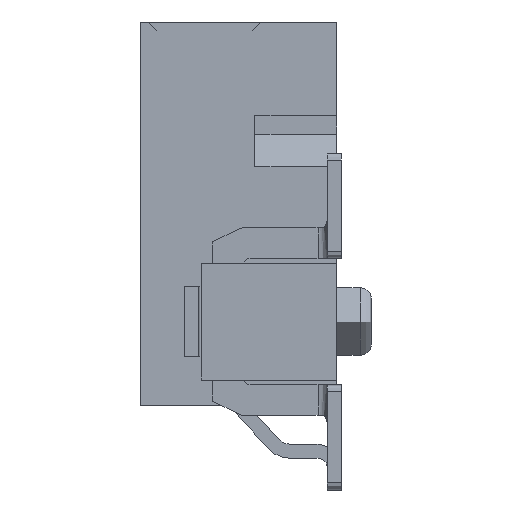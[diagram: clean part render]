
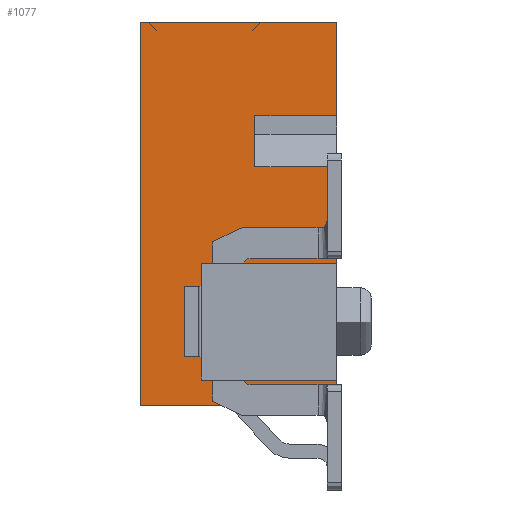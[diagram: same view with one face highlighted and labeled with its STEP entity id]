
A CAD part, left-side view. The second image highlights one B-rep face of the part: STEP entity #1077.
In plain terms, the highlighted planar face has unit normal (-1, 0, 0).
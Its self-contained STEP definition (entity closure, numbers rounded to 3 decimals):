
#125=CARTESIAN_POINT('',(-33.115,2.1,8.2));
#126=VERTEX_POINT('',#125);
#133=CARTESIAN_POINT('',(-33.115,-2.1,8.2));
#134=VERTEX_POINT('',#133);
#135=CARTESIAN_POINT('',(-33.115,2.1,8.2));
#136=DIRECTION('',(0.,-1.,0.));
#137=VECTOR('',#136,4.2);
#138=LINE('',#135,#137);
#139=EDGE_CURVE('',#126,#134,#138,.T.);
#471=CARTESIAN_POINT('',(-33.115,-2.1,5.11));
#472=VERTEX_POINT('',#471);
#489=CARTESIAN_POINT('',(-33.115,-0.35,5.11));
#490=VERTEX_POINT('',#489);
#497=CARTESIAN_POINT('',(-33.115,-0.35,5.11));
#498=DIRECTION('',(0.,-1.,0.));
#499=VECTOR('',#498,1.75);
#500=LINE('',#497,#499);
#501=EDGE_CURVE('',#490,#472,#500,.T.);
#511=CARTESIAN_POINT('',(-33.115,-0.35,6.2));
#512=VERTEX_POINT('',#511);
#513=CARTESIAN_POINT('',(-33.115,-0.35,6.2));
#514=DIRECTION('',(0.,0.,-1.));
#515=VECTOR('',#514,1.09);
#516=LINE('',#513,#515);
#517=EDGE_CURVE('',#512,#490,#516,.T.);
#544=CARTESIAN_POINT('',(-33.115,-2.1,6.2));
#545=VERTEX_POINT('',#544);
#552=CARTESIAN_POINT('',(-33.115,-2.1,6.2));
#553=DIRECTION('',(0.,1.,0.));
#554=VECTOR('',#553,1.75);
#555=LINE('',#552,#554);
#556=EDGE_CURVE('',#545,#512,#555,.T.);
#942=CARTESIAN_POINT('',(-33.115,0.,4.1));
#943=DIRECTION('',(0.,-1.,0.));
#944=DIRECTION('',(-1.,0.,0.));
#945=AXIS2_PLACEMENT_3D('',#942,#944,#943);
#946=PLANE('',#945);
#947=CARTESIAN_POINT('',(-33.115,2.1,0.));
#948=VERTEX_POINT('',#947);
#949=CARTESIAN_POINT('',(-33.115,2.1,8.2));
#950=DIRECTION('',(0.,0.,-1.));
#951=VECTOR('',#950,8.2);
#952=LINE('',#949,#951);
#953=EDGE_CURVE('',#126,#948,#952,.T.);
#954=ORIENTED_EDGE('',*,*,#953,.T.);
#955=CARTESIAN_POINT('',(-33.115,-2.1,0.));
#956=VERTEX_POINT('',#955);
#957=CARTESIAN_POINT('',(-33.115,2.1,0.));
#958=DIRECTION('',(0.,-1.,0.));
#959=VECTOR('',#958,4.2);
#960=LINE('',#957,#959);
#961=EDGE_CURVE('',#948,#956,#960,.T.);
#962=ORIENTED_EDGE('',*,*,#961,.T.);
#963=CARTESIAN_POINT('',(-33.115,-2.1,0.55));
#964=VERTEX_POINT('',#963);
#965=CARTESIAN_POINT('',(-33.115,-2.1,0.));
#966=DIRECTION('',(0.,0.,1.));
#967=VECTOR('',#966,0.55);
#968=LINE('',#965,#967);
#969=EDGE_CURVE('',#956,#964,#968,.T.);
#970=ORIENTED_EDGE('',*,*,#969,.T.);
#971=CARTESIAN_POINT('',(-33.115,-0.35,0.55));
#972=VERTEX_POINT('',#971);
#973=CARTESIAN_POINT('',(-33.115,-2.1,0.55));
#974=DIRECTION('',(0.,1.,0.));
#975=VECTOR('',#974,1.75);
#976=LINE('',#973,#975);
#977=EDGE_CURVE('',#964,#972,#976,.T.);
#978=ORIENTED_EDGE('',*,*,#977,.T.);
#979=CARTESIAN_POINT('',(-33.115,-0.2,0.7));
#980=VERTEX_POINT('',#979);
#981=CARTESIAN_POINT('',(-33.115,-0.35,0.55));
#982=DIRECTION('',(0.,0.707,0.707));
#983=VECTOR('',#982,0.212);
#984=LINE('',#981,#983);
#985=EDGE_CURVE('',#972,#980,#984,.T.);
#986=ORIENTED_EDGE('',*,*,#985,.T.);
#987=CARTESIAN_POINT('',(-33.115,-0.2,1.075));
#988=VERTEX_POINT('',#987);
#989=CARTESIAN_POINT('',(-33.115,-0.2,0.7));
#990=DIRECTION('',(0.,0.,1.));
#991=VECTOR('',#990,0.375);
#992=LINE('',#989,#991);
#993=EDGE_CURVE('',#980,#988,#992,.T.);
#994=ORIENTED_EDGE('',*,*,#993,.T.);
#995=CARTESIAN_POINT('',(-33.115,-1.85,1.075));
#996=VERTEX_POINT('',#995);
#997=CARTESIAN_POINT('',(-33.115,-0.2,1.075));
#998=DIRECTION('',(0.,-1.,0.));
#999=VECTOR('',#998,1.65);
#1000=LINE('',#997,#999);
#1001=EDGE_CURVE('',#988,#996,#1000,.T.);
#1002=ORIENTED_EDGE('',*,*,#1001,.T.);
#1003=CARTESIAN_POINT('',(-33.115,-2.,1.225));
#1004=VERTEX_POINT('',#1003);
#1005=CARTESIAN_POINT('',(-33.115,-1.85,1.075));
#1006=DIRECTION('',(0.,-0.707,0.707));
#1007=VECTOR('',#1006,0.212);
#1008=LINE('',#1005,#1007);
#1009=EDGE_CURVE('',#996,#1004,#1008,.T.);
#1010=ORIENTED_EDGE('',*,*,#1009,.T.);
#1011=CARTESIAN_POINT('',(-33.115,-2.,2.375));
#1012=VERTEX_POINT('',#1011);
#1013=CARTESIAN_POINT('',(-33.115,-2.,1.225));
#1014=DIRECTION('',(0.,0.,1.));
#1015=VECTOR('',#1014,1.15);
#1016=LINE('',#1013,#1015);
#1017=EDGE_CURVE('',#1004,#1012,#1016,.T.);
#1018=ORIENTED_EDGE('',*,*,#1017,.T.);
#1019=CARTESIAN_POINT('',(-33.115,-1.85,2.525));
#1020=VERTEX_POINT('',#1019);
#1021=CARTESIAN_POINT('',(-33.115,-2.,2.375));
#1022=DIRECTION('',(0.,0.707,0.707));
#1023=VECTOR('',#1022,0.212);
#1024=LINE('',#1021,#1023);
#1025=EDGE_CURVE('',#1012,#1020,#1024,.T.);
#1026=ORIENTED_EDGE('',*,*,#1025,.T.);
#1027=CARTESIAN_POINT('',(-33.115,-0.2,2.525));
#1028=VERTEX_POINT('',#1027);
#1029=CARTESIAN_POINT('',(-33.115,-1.85,2.525));
#1030=DIRECTION('',(0.,1.,0.));
#1031=VECTOR('',#1030,1.65);
#1032=LINE('',#1029,#1031);
#1033=EDGE_CURVE('',#1020,#1028,#1032,.T.);
#1034=ORIENTED_EDGE('',*,*,#1033,.T.);
#1035=CARTESIAN_POINT('',(-33.115,-0.2,2.9));
#1036=VERTEX_POINT('',#1035);
#1037=CARTESIAN_POINT('',(-33.115,-0.2,2.525));
#1038=DIRECTION('',(0.,0.,1.));
#1039=VECTOR('',#1038,0.375);
#1040=LINE('',#1037,#1039);
#1041=EDGE_CURVE('',#1028,#1036,#1040,.T.);
#1042=ORIENTED_EDGE('',*,*,#1041,.T.);
#1043=CARTESIAN_POINT('',(-33.115,-0.35,3.05));
#1044=VERTEX_POINT('',#1043);
#1045=CARTESIAN_POINT('',(-33.115,-0.2,2.9));
#1046=DIRECTION('',(0.,-0.707,0.707));
#1047=VECTOR('',#1046,0.212);
#1048=LINE('',#1045,#1047);
#1049=EDGE_CURVE('',#1036,#1044,#1048,.T.);
#1050=ORIENTED_EDGE('',*,*,#1049,.T.);
#1051=CARTESIAN_POINT('',(-33.115,-2.1,3.05));
#1052=VERTEX_POINT('',#1051);
#1053=CARTESIAN_POINT('',(-33.115,-0.35,3.05));
#1054=DIRECTION('',(0.,-1.,0.));
#1055=VECTOR('',#1054,1.75);
#1056=LINE('',#1053,#1055);
#1057=EDGE_CURVE('',#1044,#1052,#1056,.T.);
#1058=ORIENTED_EDGE('',*,*,#1057,.T.);
#1059=CARTESIAN_POINT('',(-33.115,-2.1,3.05));
#1060=DIRECTION('',(0.,0.,1.));
#1061=VECTOR('',#1060,2.06);
#1062=LINE('',#1059,#1061);
#1063=EDGE_CURVE('',#1052,#472,#1062,.T.);
#1064=ORIENTED_EDGE('',*,*,#1063,.T.);
#1065=ORIENTED_EDGE('',*,*,#501,.F.);
#1066=ORIENTED_EDGE('',*,*,#517,.F.);
#1067=ORIENTED_EDGE('',*,*,#556,.F.);
#1068=CARTESIAN_POINT('',(-33.115,-2.1,6.2));
#1069=DIRECTION('',(0.,0.,1.));
#1070=VECTOR('',#1069,2.);
#1071=LINE('',#1068,#1070);
#1072=EDGE_CURVE('',#545,#134,#1071,.T.);
#1073=ORIENTED_EDGE('',*,*,#1072,.T.);
#1074=ORIENTED_EDGE('',*,*,#139,.F.);
#1075=EDGE_LOOP('',(#954,#962,#970,#978,#986,#994,#1002,#1010,#1018,#1026,#1034,#1042,#1050,#1058,#1064,#1065,#1066,#1067,#1073,#1074));
#1076=FACE_OUTER_BOUND('',#1075,.T.);
#1077=ADVANCED_FACE('',(#1076),#946,.T.);
